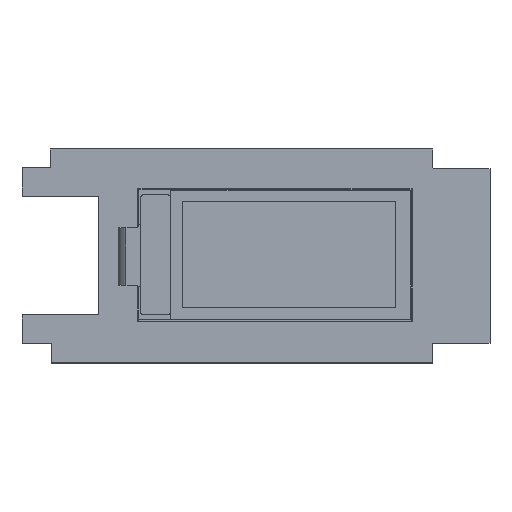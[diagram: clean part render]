
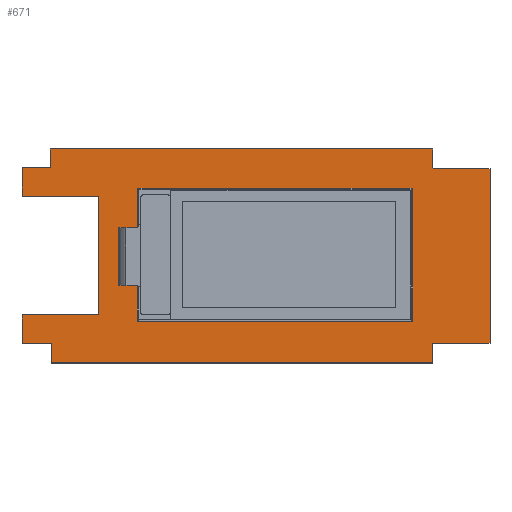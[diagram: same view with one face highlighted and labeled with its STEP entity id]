
A CAD part, top view. The second image highlights one B-rep face of the part: STEP entity #671.
In plain terms, the highlighted planar face has unit normal (0, 0, 1).
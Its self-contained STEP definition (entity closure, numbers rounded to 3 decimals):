
#56 = VERTEX_POINT('',#57);
#57 = CARTESIAN_POINT('',(41.214,38.1,1.8));
#63 = EDGE_CURVE('',#56,#64,#66,.T.);
#64 = VERTEX_POINT('',#65);
#65 = CARTESIAN_POINT('',(49.022,38.1,1.8));
#66 = LINE('',#67,#68);
#67 = CARTESIAN_POINT('',(41.214,38.1,1.8));
#68 = VECTOR('',#69,1.);
#69 = DIRECTION('',(1.,0.,0.));
#94 = EDGE_CURVE('',#64,#95,#97,.T.);
#95 = VERTEX_POINT('',#96);
#96 = CARTESIAN_POINT('',(49.022,26.035,1.8));
#97 = LINE('',#98,#99);
#98 = CARTESIAN_POINT('',(49.022,38.1,1.8));
#99 = VECTOR('',#100,1.);
#100 = DIRECTION('',(0.,-1.,0.));
#125 = EDGE_CURVE('',#95,#126,#128,.T.);
#126 = VERTEX_POINT('',#127);
#127 = CARTESIAN_POINT('',(41.214,26.035,1.8));
#128 = LINE('',#129,#130);
#129 = CARTESIAN_POINT('',(49.022,26.035,1.8));
#130 = VECTOR('',#131,1.);
#131 = DIRECTION('',(-1.,0.,0.));
#156 = EDGE_CURVE('',#126,#157,#159,.T.);
#157 = VERTEX_POINT('',#158);
#158 = CARTESIAN_POINT('',(41.214,23.155,1.8));
#159 = LINE('',#160,#161);
#160 = CARTESIAN_POINT('',(41.214,26.035,1.8));
#161 = VECTOR('',#162,1.);
#162 = DIRECTION('',(0.,-1.,0.));
#187 = EDGE_CURVE('',#157,#188,#190,.T.);
#188 = VERTEX_POINT('',#189);
#189 = CARTESIAN_POINT('',(44.087,23.155,1.8));
#190 = LINE('',#191,#192);
#191 = CARTESIAN_POINT('',(41.214,23.155,1.8));
#192 = VECTOR('',#193,1.);
#193 = DIRECTION('',(1.,0.,0.));
#218 = EDGE_CURVE('',#188,#219,#221,.T.);
#219 = VERTEX_POINT('',#220);
#220 = CARTESIAN_POINT('',(44.214,23.028,1.8));
#221 = CIRCLE('',#222,0.126);
#222 = AXIS2_PLACEMENT_3D('',#223,#224,#225);
#223 = CARTESIAN_POINT('',(44.088,23.029,1.8));
#224 = DIRECTION('',(0.,0.,-1.));
#225 = DIRECTION('',(-0.005,1.,0.));
#251 = EDGE_CURVE('',#219,#252,#254,.T.);
#252 = VERTEX_POINT('',#253);
#253 = CARTESIAN_POINT('',(44.214,21.155,1.8));
#254 = LINE('',#255,#256);
#255 = CARTESIAN_POINT('',(44.214,23.028,1.8));
#256 = VECTOR('',#257,1.);
#257 = DIRECTION('',(0.,-1.,0.));
#282 = EDGE_CURVE('',#252,#283,#285,.T.);
#283 = VERTEX_POINT('',#284);
#284 = CARTESIAN_POINT('',(82.96,21.155,1.8));
#285 = LINE('',#286,#287);
#286 = CARTESIAN_POINT('',(44.214,21.155,1.8));
#287 = VECTOR('',#288,1.);
#288 = DIRECTION('',(1.,0.,0.));
#313 = EDGE_CURVE('',#283,#314,#316,.T.);
#314 = VERTEX_POINT('',#315);
#315 = CARTESIAN_POINT('',(82.96,23.028,1.8));
#316 = LINE('',#317,#318);
#317 = CARTESIAN_POINT('',(82.96,21.155,1.8));
#318 = VECTOR('',#319,1.);
#319 = DIRECTION('',(0.,1.,0.));
#344 = EDGE_CURVE('',#314,#345,#347,.T.);
#345 = VERTEX_POINT('',#346);
#346 = CARTESIAN_POINT('',(83.087,23.155,1.8));
#347 = CIRCLE('',#348,0.126);
#348 = AXIS2_PLACEMENT_3D('',#349,#350,#351);
#349 = CARTESIAN_POINT('',(83.086,23.029,1.8));
#350 = DIRECTION('',(0.,0.,-1.));
#351 = DIRECTION('',(-1.,-0.005,-0.));
#377 = EDGE_CURVE('',#345,#378,#380,.T.);
#378 = VERTEX_POINT('',#379);
#379 = CARTESIAN_POINT('',(88.773,23.155,1.8));
#380 = LINE('',#381,#382);
#381 = CARTESIAN_POINT('',(83.087,23.155,1.8));
#382 = VECTOR('',#383,1.);
#383 = DIRECTION('',(1.,0.,0.));
#408 = EDGE_CURVE('',#378,#409,#411,.T.);
#409 = VERTEX_POINT('',#410);
#410 = CARTESIAN_POINT('',(88.773,40.901,1.8));
#411 = LINE('',#412,#413);
#412 = CARTESIAN_POINT('',(88.773,23.155,1.8));
#413 = VECTOR('',#414,1.);
#414 = DIRECTION('',(0.,1.,0.));
#439 = EDGE_CURVE('',#409,#440,#442,.T.);
#440 = VERTEX_POINT('',#441);
#441 = CARTESIAN_POINT('',(83.087,40.901,1.8));
#442 = LINE('',#443,#444);
#443 = CARTESIAN_POINT('',(88.773,40.901,1.8));
#444 = VECTOR('',#445,1.);
#445 = DIRECTION('',(-1.,0.,0.));
#470 = EDGE_CURVE('',#440,#471,#473,.T.);
#471 = VERTEX_POINT('',#472);
#472 = CARTESIAN_POINT('',(82.96,41.028,1.8));
#473 = CIRCLE('',#474,0.126);
#474 = AXIS2_PLACEMENT_3D('',#475,#476,#477);
#475 = CARTESIAN_POINT('',(83.086,41.027,1.8));
#476 = DIRECTION('',(0.,0.,-1.));
#477 = DIRECTION('',(0.005,-1.,0.));
#503 = EDGE_CURVE('',#471,#504,#506,.T.);
#504 = VERTEX_POINT('',#505);
#505 = CARTESIAN_POINT('',(82.96,42.901,1.8));
#506 = LINE('',#507,#508);
#507 = CARTESIAN_POINT('',(82.96,41.028,1.8));
#508 = VECTOR('',#509,1.);
#509 = DIRECTION('',(0.,1.,0.));
#534 = EDGE_CURVE('',#504,#535,#537,.T.);
#535 = VERTEX_POINT('',#536);
#536 = CARTESIAN_POINT('',(44.069,42.901,1.8));
#537 = LINE('',#538,#539);
#538 = CARTESIAN_POINT('',(82.96,42.901,1.8));
#539 = VECTOR('',#540,1.);
#540 = DIRECTION('',(-1.,0.,0.));
#565 = EDGE_CURVE('',#535,#566,#568,.T.);
#566 = VERTEX_POINT('',#567);
#567 = CARTESIAN_POINT('',(44.069,41.021,1.8));
#568 = LINE('',#569,#570);
#569 = CARTESIAN_POINT('',(44.069,42.901,1.8));
#570 = VECTOR('',#571,1.);
#571 = DIRECTION('',(0.,-1.,0.));
#596 = EDGE_CURVE('',#566,#597,#599,.T.);
#597 = VERTEX_POINT('',#598);
#598 = CARTESIAN_POINT('',(41.214,41.021,1.8));
#599 = LINE('',#600,#601);
#600 = CARTESIAN_POINT('',(44.069,41.021,1.8));
#601 = VECTOR('',#602,1.);
#602 = DIRECTION('',(-1.,0.,0.));
#627 = EDGE_CURVE('',#597,#56,#628,.T.);
#628 = LINE('',#629,#630);
#629 = CARTESIAN_POINT('',(41.214,41.021,1.8));
#630 = VECTOR('',#631,1.);
#631 = DIRECTION('',(0.,-1.,0.));
#671 = ADVANCED_FACE('',(#672),#693,.T.);
#672 = FACE_BOUND('',#673,.T.);
#673 = EDGE_LOOP('',(#674,#675,#676,#677,#678,#679,#680,#681,#682,#683,
    #684,#685,#686,#687,#688,#689,#690,#691,#692));
#674 = ORIENTED_EDGE('',*,*,#63,.T.);
#675 = ORIENTED_EDGE('',*,*,#94,.T.);
#676 = ORIENTED_EDGE('',*,*,#125,.T.);
#677 = ORIENTED_EDGE('',*,*,#156,.T.);
#678 = ORIENTED_EDGE('',*,*,#187,.T.);
#679 = ORIENTED_EDGE('',*,*,#218,.T.);
#680 = ORIENTED_EDGE('',*,*,#251,.T.);
#681 = ORIENTED_EDGE('',*,*,#282,.T.);
#682 = ORIENTED_EDGE('',*,*,#313,.T.);
#683 = ORIENTED_EDGE('',*,*,#344,.T.);
#684 = ORIENTED_EDGE('',*,*,#377,.T.);
#685 = ORIENTED_EDGE('',*,*,#408,.T.);
#686 = ORIENTED_EDGE('',*,*,#439,.T.);
#687 = ORIENTED_EDGE('',*,*,#470,.T.);
#688 = ORIENTED_EDGE('',*,*,#503,.T.);
#689 = ORIENTED_EDGE('',*,*,#534,.T.);
#690 = ORIENTED_EDGE('',*,*,#565,.T.);
#691 = ORIENTED_EDGE('',*,*,#596,.T.);
#692 = ORIENTED_EDGE('',*,*,#627,.T.);
#693 = PLANE('',#694);
#694 = AXIS2_PLACEMENT_3D('',#695,#696,#697);
#695 = CARTESIAN_POINT('',(63.508,32.039,1.8));
#696 = DIRECTION('',(0.,0.,1.));
#697 = DIRECTION('',(1.,0.,-0.));
